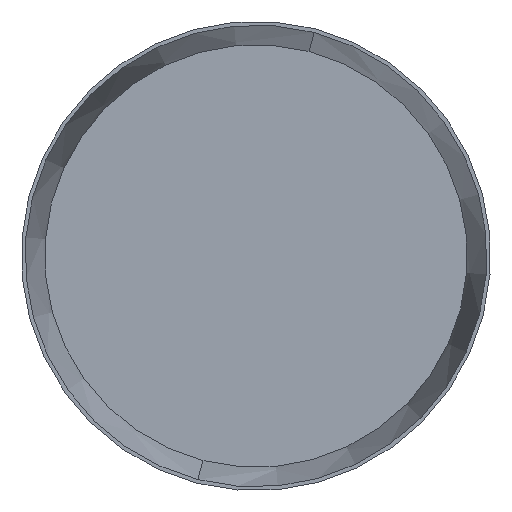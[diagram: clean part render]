
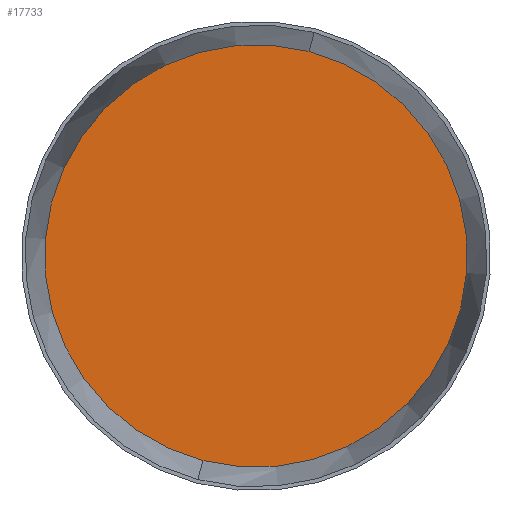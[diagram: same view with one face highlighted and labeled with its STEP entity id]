
A CAD part, front view. The second image highlights one B-rep face of the part: STEP entity #17733.
In plain terms, the highlighted face is planar.
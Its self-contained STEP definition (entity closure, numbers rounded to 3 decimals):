
#785 = DIRECTION ( 'NONE',  ( 0., 1., 0. ) ) ;
#787 = CARTESIAN_POINT ( 'NONE',  ( 0., 3., 0. ) ) ;
#790 = ORIENTED_EDGE ( 'NONE', *, *, #18141, .T. ) ;
#1820 = VERTEX_POINT ( 'NONE', #14122 ) ;
#3522 = AXIS2_PLACEMENT_3D ( 'NONE', #16672, #8230, #18149 ) ;
#3599 = PLANE ( 'NONE',  #15253 ) ;
#3980 = CIRCLE ( 'NONE', #3522, 67.5 ) ;
#5008 = DIRECTION ( 'NONE',  ( 0., 0., 1. ) ) ;
#8230 = DIRECTION ( 'NONE',  ( 0., 1., 0. ) ) ;
#9148 = CARTESIAN_POINT ( 'NONE',  ( 0., 3., 0. ) ) ;
#10241 = FACE_OUTER_BOUND ( 'NONE', #18022, .T. ) ;
#10554 = DIRECTION ( 'NONE',  ( 0., 0., 1. ) ) ;
#10839 = VERTEX_POINT ( 'NONE', #11488 ) ;
#11488 = CARTESIAN_POINT ( 'NONE',  ( 0., 3., 67.5 ) ) ;
#11747 = AXIS2_PLACEMENT_3D ( 'NONE', #9148, #785, #10554 ) ;
#13178 = ORIENTED_EDGE ( 'NONE', *, *, #16835, .T. ) ;
#13375 = DIRECTION ( 'NONE',  ( 0., 1., 0. ) ) ;
#14122 = CARTESIAN_POINT ( 'NONE',  ( 0., 3., -67.5 ) ) ;
#14894 = CIRCLE ( 'NONE', #11747, 67.5 ) ;
#15253 = AXIS2_PLACEMENT_3D ( 'NONE', #787, #13375, #5008 ) ;
#16672 = CARTESIAN_POINT ( 'NONE',  ( 0., 3., 0. ) ) ;
#16835 = EDGE_CURVE ( 'NONE', #10839, #1820, #3980, .T. ) ;
#17733 = ADVANCED_FACE ( 'NONE', ( #10241 ), #3599, .T. ) ;
#18022 = EDGE_LOOP ( 'NONE', ( #790, #13178 ) ) ;
#18141 = EDGE_CURVE ( 'NONE', #1820, #10839, #14894, .T. ) ;
#18149 = DIRECTION ( 'NONE',  ( 0., 0., 1. ) ) ;
